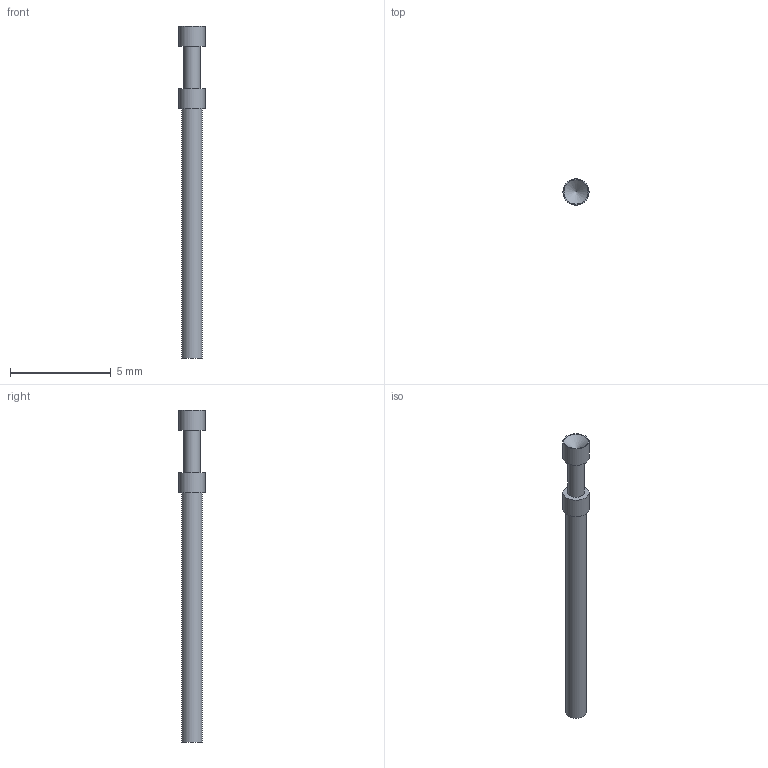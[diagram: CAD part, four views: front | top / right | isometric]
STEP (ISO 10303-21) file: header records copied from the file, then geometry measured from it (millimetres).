
FILE_DESCRIPTION(('FreeCAD Model'),'2;1');
FILE_NAME('P75-A2.step', '2020-11-23T11:37:14',('Author'),(''), 'Open CASCADE STEP processor 7.3','FreeCAD','Unknown');
FILE_SCHEMA(('AUTOMOTIVE_DESIGN { 1 0 10303 214 1 1 1 1 }'));
Length unit declared in the file: millimetre
Products named in the file (1): Body
Bounding box: 1.3 x 1.3 x 16.5 mm (x, y, z)
Volume: 13.3 mm3; surface area: 57 mm2
Topology: 1 solids, 1 shells, 10 faces, 15 edges, 10 vertices
Faces by surface type: plane 5, cylinder 4, cone 1
Full cylindrical faces by diameter (mm): 0.8 x1, 1 x1, 1.3 x2
Entity records: 317 total; most frequent: DIRECTION 45, CARTESIAN_POINT 35, ORIENTED_EDGE 28, AXIS2_PLACEMENT_3D 20, FACE_BOUND 14, EDGE_LOOP 14, EDGE_CURVE 14, PRESENTATION_STYLE_ASSIGNMENT 11
